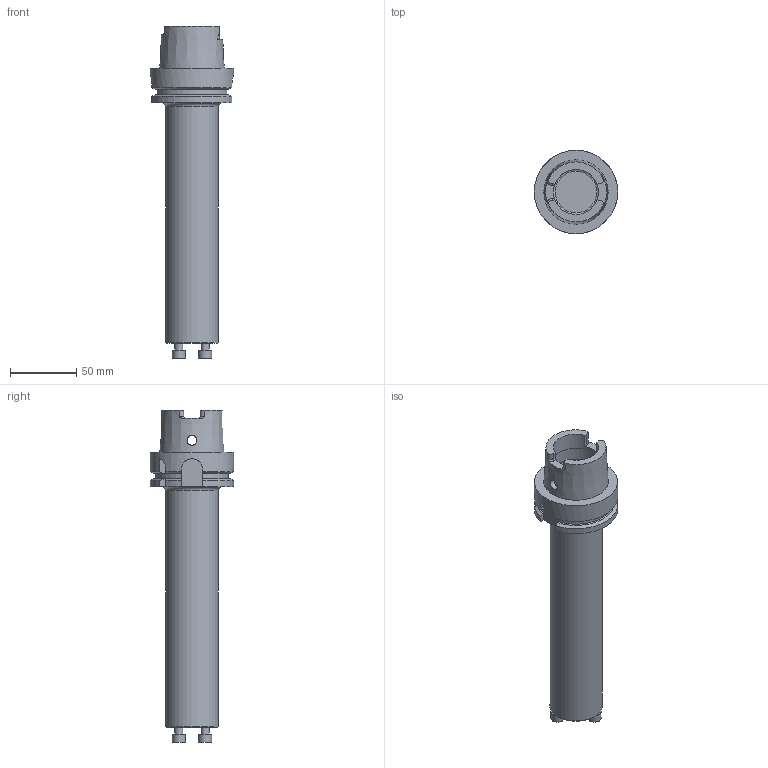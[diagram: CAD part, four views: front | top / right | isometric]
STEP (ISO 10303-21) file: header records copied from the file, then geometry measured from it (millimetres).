
FILE_DESCRIPTION(/* description */ (''),/* implementation_level */ '2;1');
FILE_NAME(/* name */ '1529477534544.stp',/* time_stamp */ '2018-06-20T08:52:21+02:00',/* author */ (''),/* organization */ ('SMS'),/* preprocessor_version */ 'ST-DEVELOPER v15',/* originating_system */ 'SIEMENS PLM Software NX 8.5',/* authorisation */ '');
FILE_SCHEMA (('AUTOMOTIVE_DESIGN { 1 0 10303 214 3 1 1 1 }'));
Length unit declared in the file: millimetre
Products named in the file (1): HT06_SL40D_208
Bounding box: 62.94 x 62.94 x 250.9 mm (x, y, z)
Volume: 315271.6 mm3; surface area: 45674.7 mm2
Topology: 1 solids, 2 shells, 110 faces, 290 edges, 196 vertices
Faces by surface type: plane 64, cylinder 30, cone 10, torus 6
Full cylindrical faces by diameter (mm): 6 x3, 7.5 x2, 8.65 x1, 10 x3, 34.05 x2, 40 x1, 40.08 x1, 62.94 x1
Entity records: 3581 total; most frequent: CARTESIAN_POINT 981, DIRECTION 521, ORIENTED_EDGE 500, EDGE_CURVE 250, AXIS2_PLACEMENT_3D 190, VERTEX_POINT 176, EDGE_LOOP 146, LINE 141
